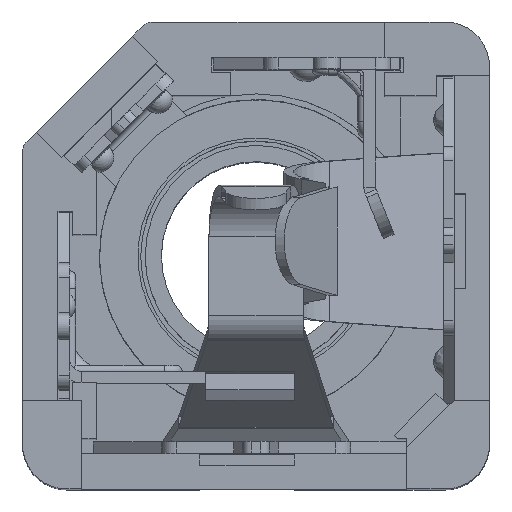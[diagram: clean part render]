
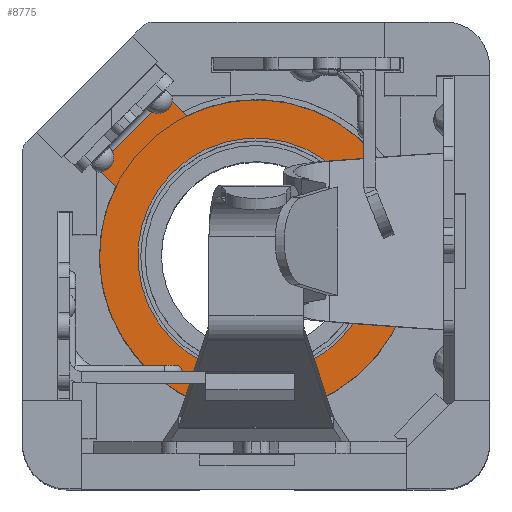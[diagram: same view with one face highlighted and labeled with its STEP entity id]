
A CAD part, top view. The second image highlights one B-rep face of the part: STEP entity #8775.
In plain terms, the highlighted planar face has unit normal (0, 0, 1).
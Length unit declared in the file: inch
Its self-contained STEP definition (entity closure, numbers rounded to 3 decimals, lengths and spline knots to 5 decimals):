
#159=CIRCLE('',#9176,0.20866);
#170=CIRCLE('',#9194,0.15748);
#395=FACE_BOUND('',#2900,.T.);
#866=LINE('',#13154,#1856);
#867=LINE('',#13156,#1857);
#868=LINE('',#13157,#1858);
#1856=VECTOR('',#10330,0.03662);
#1857=VECTOR('',#10331,0.13386);
#1858=VECTOR('',#10332,0.03662);
#2540=FACE_OUTER_BOUND('',#2899,.T.);
#2899=EDGE_LOOP('',(#6744,#6745,#6746,#6747));
#2900=EDGE_LOOP('',(#6748));
#3773=VERTEX_POINT('',#13077);
#3774=VERTEX_POINT('',#13079);
#3805=VERTEX_POINT('',#13153);
#3806=VERTEX_POINT('',#13155);
#3807=VERTEX_POINT('',#13158);
#4983=EDGE_CURVE('',#3773,#3774,#159,.T.);
#5019=EDGE_CURVE('',#3773,#3805,#866,.T.);
#5020=EDGE_CURVE('',#3805,#3806,#867,.T.);
#5021=EDGE_CURVE('',#3806,#3774,#868,.T.);
#5022=EDGE_CURVE('',#3807,#3807,#170,.T.);
#6744=ORIENTED_EDGE('',*,*,#4983,.F.);
#6745=ORIENTED_EDGE('',*,*,#5019,.T.);
#6746=ORIENTED_EDGE('',*,*,#5020,.T.);
#6747=ORIENTED_EDGE('',*,*,#5021,.T.);
#6748=ORIENTED_EDGE('',*,*,#5022,.T.);
#8194=PLANE('',#9193);
#8775=ADVANCED_FACE('',(#2540,#395),#8194,.T.);
#9176=AXIS2_PLACEMENT_3D('',#13080,#10269,#10270);
#9193=AXIS2_PLACEMENT_3D('',#13152,#10328,#10329);
#9194=AXIS2_PLACEMENT_3D('',#13159,#10333,#10334);
#10269=DIRECTION('center_axis',(0.,0.,-1.));
#10270=DIRECTION('ref_axis',(-0.443,0.897,0.));
#10328=DIRECTION('center_axis',(0.,0.,1.));
#10329=DIRECTION('ref_axis',(0.707,0.707,0.));
#10330=DIRECTION('',(-0.707,0.707,0.));
#10331=DIRECTION('',(-0.707,-0.707,0.));
#10332=DIRECTION('',(0.707,-0.707,0.));
#10333=DIRECTION('center_axis',(0.,0.,-1.));
#10334=DIRECTION('ref_axis',(0.707,0.707,0.));
#13077=CARTESIAN_POINT('',(0.2186,0.4981,-0.58661));
#13079=CARTESIAN_POINT('',(0.12395,0.40345,-0.58661));
#13080=CARTESIAN_POINT('Origin',(0.31102,0.31102,-0.58661));
#13152=CARTESIAN_POINT('Origin',(0.31102,0.31102,-0.58661));
#13153=CARTESIAN_POINT('',(0.19271,0.52399,-0.58661));
#13154=CARTESIAN_POINT('',(0.2186,0.4981,-0.58661));
#13155=CARTESIAN_POINT('',(0.09806,0.42934,-0.58661));
#13156=CARTESIAN_POINT('',(0.19271,0.52399,-0.58661));
#13157=CARTESIAN_POINT('',(0.09806,0.42934,-0.58661));
#13158=CARTESIAN_POINT('',(0.42238,0.42238,-0.58661));
#13159=CARTESIAN_POINT('Origin',(0.31102,0.31102,-0.58661));
